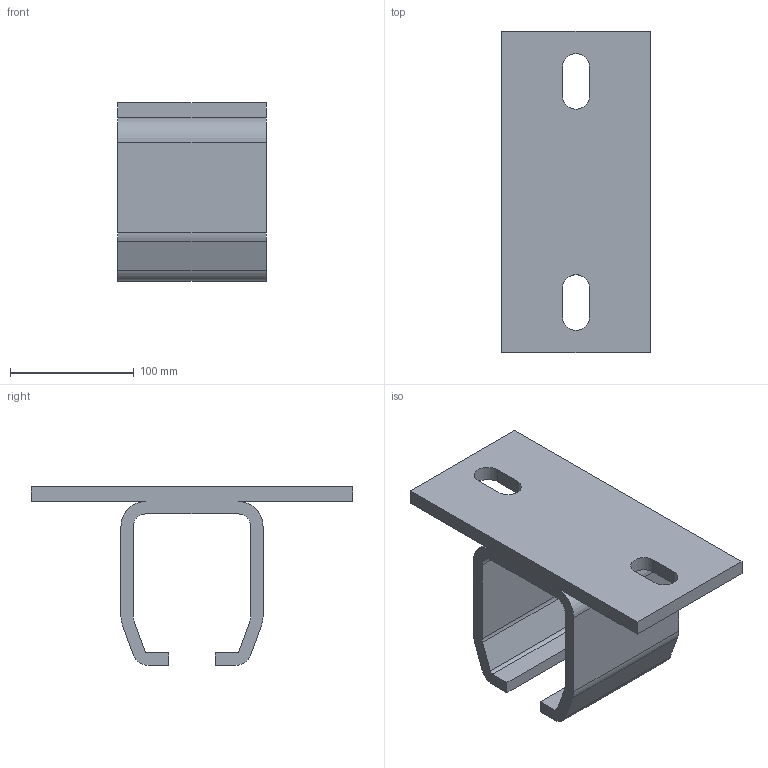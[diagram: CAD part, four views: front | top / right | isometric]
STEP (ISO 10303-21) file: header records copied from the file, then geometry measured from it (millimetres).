
FILE_DESCRIPTION(('STEP AP214'),'1');
FILE_NAME('PMH Takfäste 702.stp','2013-08-05T13:59:54',(' '),(' '),'Spatial InterOp 3D',' ',' ');
FILE_SCHEMA(('automotive_design'));
Length unit declared in the file: millimetre
Products named in the file (1): PMH Profilskena takfaste 702
Bounding box: 120 x 260 x 144.5 mm (x, y, z)
Volume: 811790.2 mm3; surface area: 154514 mm2
Topology: 1 solids, 1 shells, 42 faces, 120 edges, 80 vertices
Faces by surface type: plane 26, cylinder 16
Entity records: 1736 total; most frequent: CARTESIAN_POINT 243, ORIENTED_EDGE 240, DIRECTION 238, EDGE_CURVE 120, LINE 88, VECTOR 88, VERTEX_POINT 80, AXIS2_PLACEMENT_3D 75
